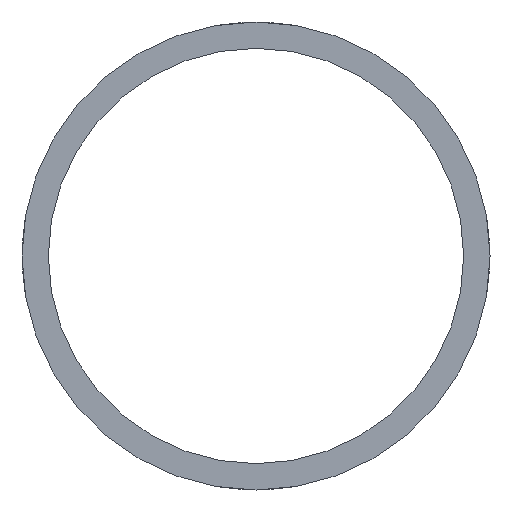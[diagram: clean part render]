
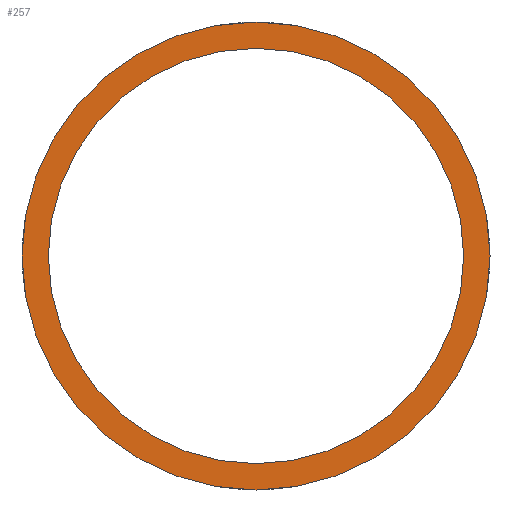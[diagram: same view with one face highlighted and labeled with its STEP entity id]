
A CAD part, front view. The second image highlights one B-rep face of the part: STEP entity #257.
In plain terms, the highlighted planar face has unit normal (0, -1, 0).
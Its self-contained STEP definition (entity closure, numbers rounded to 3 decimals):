
#15=PLANE('',#291);
#22=FACE_BOUND('',#89,.T.);
#73=FACE_OUTER_BOUND('',#88,.T.);
#88=EDGE_LOOP('',(#245));
#89=EDGE_LOOP('',(#246));
#96=CIRCLE('',#280,35.5);
#100=CIRCLE('',#286,31.5);
#109=VERTEX_POINT('',#380);
#119=VERTEX_POINT('',#525);
#140=EDGE_CURVE('',#109,#109,#96,.F.);
#152=EDGE_CURVE('',#119,#119,#100,.T.);
#245=ORIENTED_EDGE('',*,*,#140,.T.);
#246=ORIENTED_EDGE('',*,*,#152,.T.);
#257=ADVANCED_FACE('',(#73,#22),#15,.F.);
#280=AXIS2_PLACEMENT_3D('',#382,#312,#313);
#286=AXIS2_PLACEMENT_3D('',#526,#324,#325);
#291=AXIS2_PLACEMENT_3D('',#695,#340,#341);
#312=DIRECTION('center_axis',(0.,1.,0.));
#313=DIRECTION('ref_axis',(-1.,0.,0.));
#324=DIRECTION('center_axis',(0.,1.,0.));
#325=DIRECTION('ref_axis',(-1.,0.,0.));
#340=DIRECTION('center_axis',(0.,1.,0.));
#341=DIRECTION('ref_axis',(1.,0.,0.));
#380=CARTESIAN_POINT('',(35.5,0.,0.));
#382=CARTESIAN_POINT('Origin',(0.,0.,0.));
#525=CARTESIAN_POINT('',(31.5,0.,0.));
#526=CARTESIAN_POINT('Origin',(0.,0.,0.));
#695=CARTESIAN_POINT('Origin',(0.,0.,0.));
